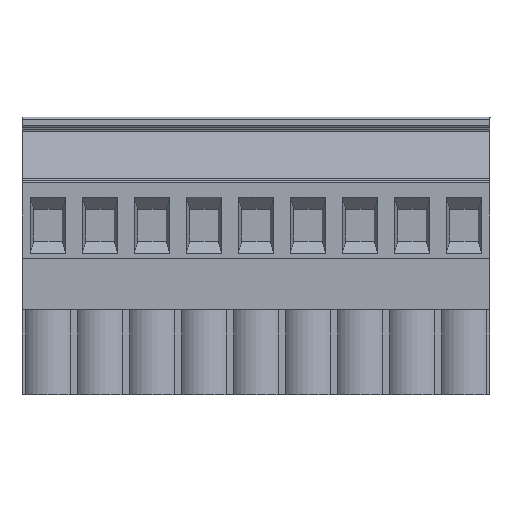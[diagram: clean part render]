
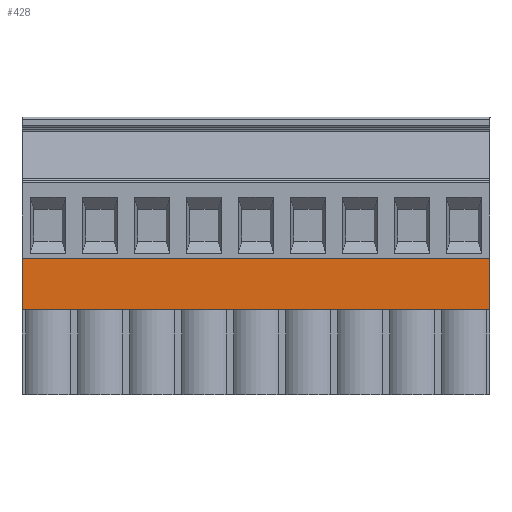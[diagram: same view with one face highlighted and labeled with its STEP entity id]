
A CAD part, top view. The second image highlights one B-rep face of the part: STEP entity #428.
In plain terms, the highlighted planar face has unit normal (0, 0, 1).
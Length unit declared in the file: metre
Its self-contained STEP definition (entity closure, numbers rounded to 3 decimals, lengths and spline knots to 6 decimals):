
#428=ADVANCED_FACE('',(#1110),#1111,.F.);
#1110=FACE_OUTER_BOUND('',#2093,.T.);
#1111=PLANE('',#2094);
#2093=EDGE_LOOP('',(#3352,#3353,#3354,#3355));
#2094=AXIS2_PLACEMENT_3D('',#3356,#3357,#3358);
#3352=ORIENTED_EDGE('',*,*,#5890,.T.);
#3353=ORIENTED_EDGE('',*,*,#5891,.T.);
#3354=ORIENTED_EDGE('',*,*,#5892,.F.);
#3355=ORIENTED_EDGE('',*,*,#5621,.F.);
#3356=CARTESIAN_POINT('',(-0.00508,0.004997,0.));
#3357=DIRECTION('',(0.,0.,-1.0));
#3358=DIRECTION('',(0.0,-1.0,0.));
#5621=EDGE_CURVE('',#6661,#6663,#6664,.T.);
#5890=EDGE_CURVE('',#6661,#7139,#7140,.T.);
#5891=EDGE_CURVE('',#7139,#7141,#7142,.T.);
#5892=EDGE_CURVE('',#6663,#7141,#7143,.T.);
#6661=VERTEX_POINT('',#8185);
#6663=VERTEX_POINT('',#8188);
#6664=LINE('',#8189,#8190);
#7139=VERTEX_POINT('',#8835);
#7140=LINE('',#8836,#8837);
#7141=VERTEX_POINT('',#8838);
#7142=LINE('',#8839,#8840);
#7143=LINE('',#8841,#8842);
#8185=CARTESIAN_POINT('',(0.0,0.,0.));
#8188=CARTESIAN_POINT('',(0.0,0.005,0.));
#8189=CARTESIAN_POINT('',(0.0,0.004997,0.));
#8190=VECTOR('',#10300,1.0);
#8835=CARTESIAN_POINT('',(0.04572,0.0,0.));
#8836=CARTESIAN_POINT('',(-0.00508,0.,0.));
#8837=VECTOR('',#10616,1.0);
#8838=CARTESIAN_POINT('',(0.04572,0.005,0.));
#8839=CARTESIAN_POINT('',(0.04572,0.004997,0.));
#8840=VECTOR('',#10617,1.0);
#8841=CARTESIAN_POINT('',(-0.00508,0.005,0.));
#8842=VECTOR('',#10618,1.0);
#10300=DIRECTION('',(0.,1.0,0.));
#10616=DIRECTION('',(1.0,0.,0.));
#10617=DIRECTION('',(0.,1.0,0.));
#10618=DIRECTION('',(1.0,0.,0.));
